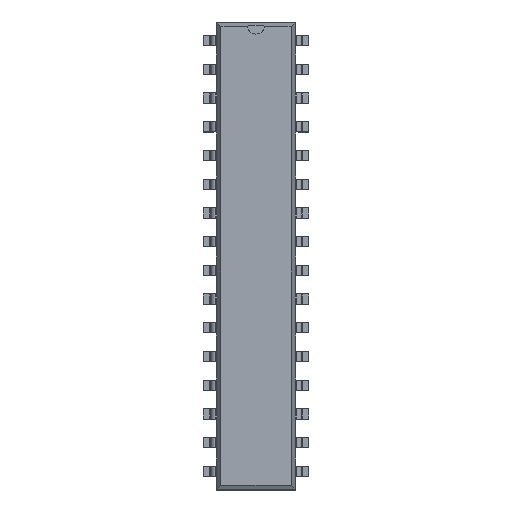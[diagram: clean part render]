
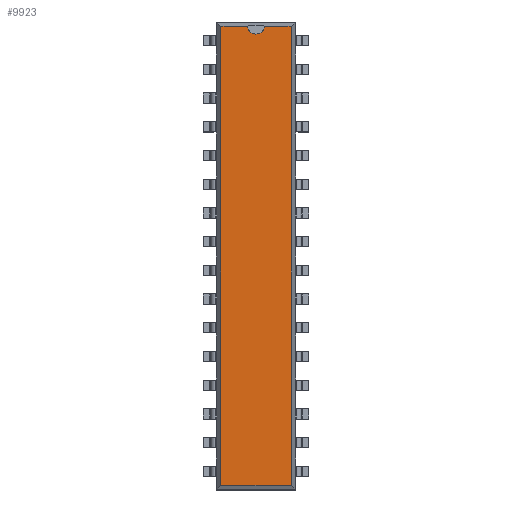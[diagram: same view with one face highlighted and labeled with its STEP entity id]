
A CAD part, top view. The second image highlights one B-rep face of the part: STEP entity #9923.
In plain terms, the highlighted planar face has unit normal (0, 0, 1).
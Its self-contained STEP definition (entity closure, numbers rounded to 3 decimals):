
#27=VECTOR('',#28,1.);
#28=DIRECTION('',(0.,1.,0.));
#34=VECTOR('',#35,1.);
#35=DIRECTION('',(-1.,0.,0.));
#41=VECTOR('',#42,1.);
#42=DIRECTION('',(0.,-1.,0.));
#46=VECTOR('',#47,1.);
#47=DIRECTION('',(1.,0.,0.));
#50=DIRECTION('',(0.,0.,-1.));
#1797=DIRECTION('',(0.,0.,-1.));
#6635=VERTEX_POINT('',#6636);
#6636=CARTESIAN_POINT('',(3.101,20.302,3.68));
#6638=ORIENTED_EDGE('',*,*,#6639,.F.);
#6639=EDGE_CURVE('',#6640,#6635,#6642,.T.);
#6640=VERTEX_POINT('',#6641);
#6641=CARTESIAN_POINT('',(3.101,-20.302,3.68));
#6642=LINE('',#6641,#27);
#8235=VERTEX_POINT('',#8236);
#8236=CARTESIAN_POINT('',(-3.101,20.302,3.68));
#8238=ORIENTED_EDGE('',*,*,#8239,.F.);
#8239=EDGE_CURVE('',#8240,#8235,#8242,.T.);
#8240=VERTEX_POINT('',#8241);
#8241=CARTESIAN_POINT('',(-0.746,20.302,3.68));
#8242=LINE('',#6636,#34);
#8261=VERTEX_POINT('',#8262);
#8262=CARTESIAN_POINT('',(0.746,20.302,3.68));
#8268=ORIENTED_EDGE('',*,*,#8269,.F.);
#8269=EDGE_CURVE('',#6635,#8261,#8242,.T.);
#8325=VERTEX_POINT('',#8326);
#8326=CARTESIAN_POINT('',(-3.101,-20.302,3.68));
#8328=ORIENTED_EDGE('',*,*,#8329,.F.);
#8329=EDGE_CURVE('',#8235,#8325,#8330,.T.);
#8330=LINE('',#8236,#41);
#9918=ORIENTED_EDGE('',*,*,#9919,.F.);
#9919=EDGE_CURVE('',#8325,#6640,#9920,.T.);
#9920=LINE('',#8326,#46);
#9923=ADVANCED_FACE('',(#9924),#9935,.F.);
#9924=FACE_BOUND('',#9925,.F.);
#9925=EDGE_LOOP('',(#6638,#9918,#8328,#8238,#9926,#9933,#8268));
#9926=ORIENTED_EDGE('',*,*,#9927,.F.);
#9927=EDGE_CURVE('',#9928,#8240,#9930,.T.);
#9928=VERTEX_POINT('',#9929);
#9929=CARTESIAN_POINT('',(0.,19.627,3.68));
#9930=CIRCLE('',#9931,0.75);
#9931=AXIS2_PLACEMENT_3D('',#9932,#1797,#42);
#9932=CARTESIAN_POINT('',(0.,20.377,3.68));
#9933=ORIENTED_EDGE('',*,*,#9934,.F.);
#9934=EDGE_CURVE('',#8261,#9928,#9930,.T.);
#9935=PLANE('',#9936);
#9936=AXIS2_PLACEMENT_3D('',#6641,#50,#9937);
#9937=DIRECTION('',(-0.151,0.989,0.));
